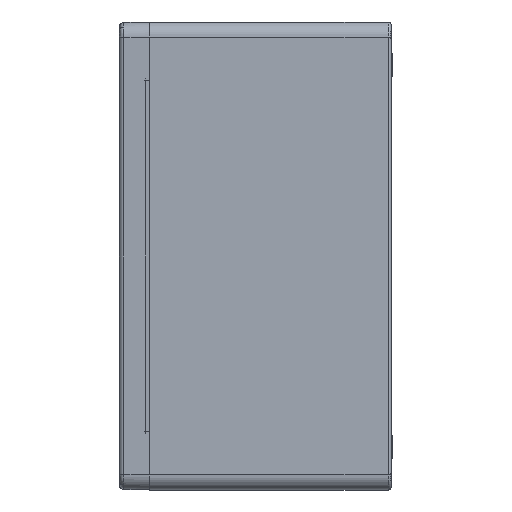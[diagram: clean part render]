
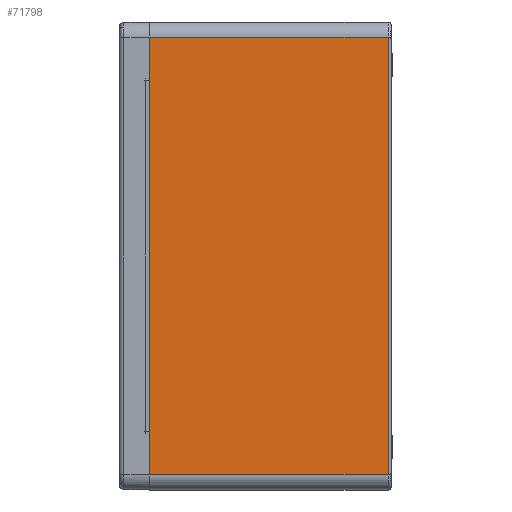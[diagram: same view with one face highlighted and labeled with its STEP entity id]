
A CAD part, left-side view. The second image highlights one B-rep face of the part: STEP entity #71798.
In plain terms, the highlighted planar face has unit normal (-1, 0, 0).
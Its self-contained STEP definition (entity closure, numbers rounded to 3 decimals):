
#8226 = LINE ( 'NONE', #16635, #9210 ) ;
#8230 = LINE ( 'NONE', #16646, #9216 ) ;
#8231 = LINE ( 'NONE', #16648, #9217 ) ;
#8232 = LINE ( 'NONE', #16650, #9218 ) ;
#8582 = FACE_OUTER_BOUND ( 'NONE', #45456, .T. ) ;
#9210 = VECTOR ( 'NONE', #16636, 1000. ) ;
#9216 = VECTOR ( 'NONE', #16647, 1000. ) ;
#9217 = VECTOR ( 'NONE', #16649, 1000. ) ;
#9218 = VECTOR ( 'NONE', #16651, 1000. ) ;
#9765 = AXIS2_PLACEMENT_3D ( 'NONE', #26326, #26327, #26328 ) ;
#16635 = CARTESIAN_POINT ( 'NONE',  ( -300., 0., -155. ) ) ;
#16636 = DIRECTION ( 'NONE',  ( 0., 0., 1. ) ) ;
#16646 = CARTESIAN_POINT ( 'NONE',  ( -300., -160., 145. ) ) ;
#16647 = DIRECTION ( 'NONE',  ( 0., 1., 0. ) ) ;
#16648 = CARTESIAN_POINT ( 'NONE',  ( -300., -160., -145. ) ) ;
#16649 = DIRECTION ( 'NONE',  ( 0., -1., 0. ) ) ;
#16650 = CARTESIAN_POINT ( 'NONE',  ( -300., -158., 145. ) ) ;
#16651 = DIRECTION ( 'NONE',  ( 0., 0., 1. ) ) ;
#26325 = PLANE ( 'NONE',  #9765 ) ;
#26326 = CARTESIAN_POINT ( 'NONE',  ( -300., -160., -155. ) ) ;
#26327 = DIRECTION ( 'NONE',  ( -1., 0., 0. ) ) ;
#26328 = DIRECTION ( 'NONE',  ( 0., 0., 1. ) ) ;
#30457 = CARTESIAN_POINT ( 'NONE',  ( -300., 0., -145. ) ) ;
#30458 = CARTESIAN_POINT ( 'NONE',  ( -300., 0., 145. ) ) ;
#30463 = CARTESIAN_POINT ( 'NONE',  ( -300., -158., -145. ) ) ;
#30464 = CARTESIAN_POINT ( 'NONE',  ( -300., -158., 145. ) ) ;
#45456 = EDGE_LOOP ( 'NONE', ( #72064, #72079, #72080, #72078 ) ) ;
#68629 = EDGE_CURVE ( 'NONE', #72752, #72753, #8226, .T. ) ;
#68641 = EDGE_CURVE ( 'NONE', #72759, #72753, #8230, .T. ) ;
#68644 = EDGE_CURVE ( 'NONE', #72752, #72758, #8231, .T. ) ;
#68646 = EDGE_CURVE ( 'NONE', #72758, #72759, #8232, .T. ) ;
#71798 = ADVANCED_FACE ( 'NONE', ( #8582 ), #26325, .T. ) ;
#72064 = ORIENTED_EDGE ( 'NONE', *, *, #68644, .T. ) ;
#72078 = ORIENTED_EDGE ( 'NONE', *, *, #68629, .F. ) ;
#72079 = ORIENTED_EDGE ( 'NONE', *, *, #68646, .T. ) ;
#72080 = ORIENTED_EDGE ( 'NONE', *, *, #68641, .T. ) ;
#72752 = VERTEX_POINT ( 'NONE', #30457 ) ;
#72753 = VERTEX_POINT ( 'NONE', #30458 ) ;
#72758 = VERTEX_POINT ( 'NONE', #30463 ) ;
#72759 = VERTEX_POINT ( 'NONE', #30464 ) ;
